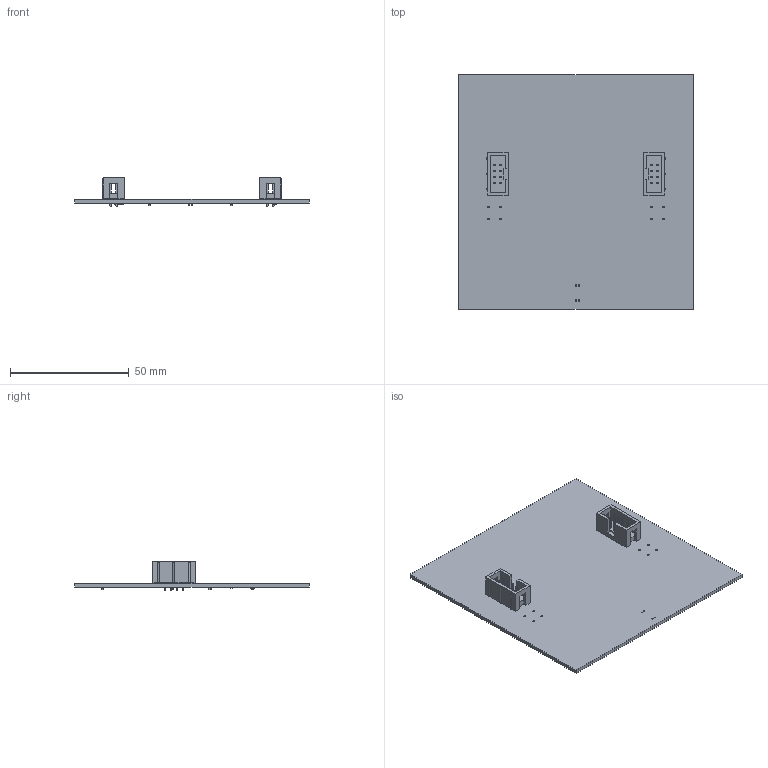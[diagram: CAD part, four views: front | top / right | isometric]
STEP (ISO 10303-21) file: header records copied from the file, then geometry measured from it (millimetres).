
FILE_DESCRIPTION(('KiCad electronic assembly'),'2;1');
FILE_NAME('Face4.step','2019-07-06T23:59:48',('An Author'),('A Company') ,'Open CASCADE STEP processor 6.9','KiCad to STEP converter','Unknown' );
FILE_SCHEMA(('AUTOMOTIVE_DESIGN { 1 0 10303 214 1 1 1 1 }'));
Length unit declared in the file: millimetre
Products named in the file (8): Open CASCADE STEP translator 6.9 1; LED_0603_1608Metric; SOLID; IDC-Header_2x04_P2.54mm_Vertical; R_0603_1608Metric; COMPOUND
Assembly tree (18 placements, depth 3):
  Open CASCADE STEP translator 6.9 1
    LED_0603_1608Metric  x10
      SOLID
    IDC-Header_2x04_P2.54mm_Vertical  x2
      SOLID
    R_0603_1608Metric  x2
      SOLID
    COMPOUND
Bounding box: 99.06 x 99.06 x 12.1 mm (x, y, z)
Volume: 17069.9 mm3; surface area: 22799.9 mm2
Topology: 15 solids, 15 shells, 982 faces, 2514 edges, 1608 vertices
Faces by surface type: plane 832, cylinder 150
Full cylindrical faces by diameter (mm): 0.6 x4, 1 x12, 1.016 x16
Entity records: 22459 total; most frequent: CARTESIAN_POINT 3882, DIRECTION 3133, LINE 2171, VECTOR 2171, ORIENTED_EDGE 1618, PCURVE 1618, DEFINITIONAL_REPRESENTATION 1618, EDGE_CURVE 809
